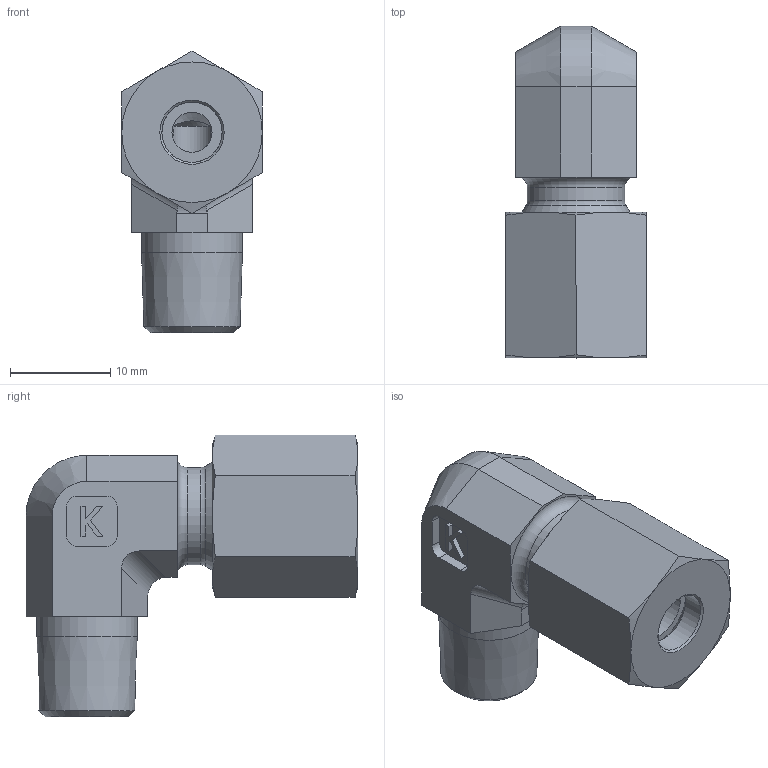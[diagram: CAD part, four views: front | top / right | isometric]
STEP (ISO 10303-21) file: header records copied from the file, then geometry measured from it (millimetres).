
FILE_DESCRIPTION((''),'2;1');
FILE_NAME('24002061812.stp','2014-08-26T10:53:14',(''),('KNOMI spol. s r. o.'),'Autodesk Inventor 2012','Autodesk Inventor 2012','');
FILE_SCHEMA(('AUTOMOTIVE_DESIGN { 1 2 10303 214 0 1 1 1 }'));
Length unit declared in the file: millimetre
Products named in the file (4): LHCR2K 6LRkuž R1/8/M12x1; 23002 061812; 3910612; 40106
Assembly tree (3 placements, depth 2):
  LHCR2K 6LRkuž R1/8/M12x1
    23002 061812
    3910612
    40106
Bounding box: 14 x 33.06 x 28.08 mm (x, y, z)
Volume: 5012.1 mm3; surface area: 3989.2 mm2
Topology: 3 solids, 3 shells, 106 faces, 249 edges, 160 vertices
Faces by surface type: plane 47, cone 33, cylinder 23, torus 3
Full cylindrical faces by diameter (mm): 4 x2, 6 x3, 8 x1, 9.7 x1, 10 x1, 10.041 x1, 10.376 x1, 12 x1
Entity records: 3076 total; most frequent: CARTESIAN_POINT 570, DIRECTION 490, ORIENTED_EDGE 418, EDGE_CURVE 209, AXIS2_PLACEMENT_3D 191, EDGE_LOOP 144, VERTEX_POINT 141, STYLED_ITEM 115
